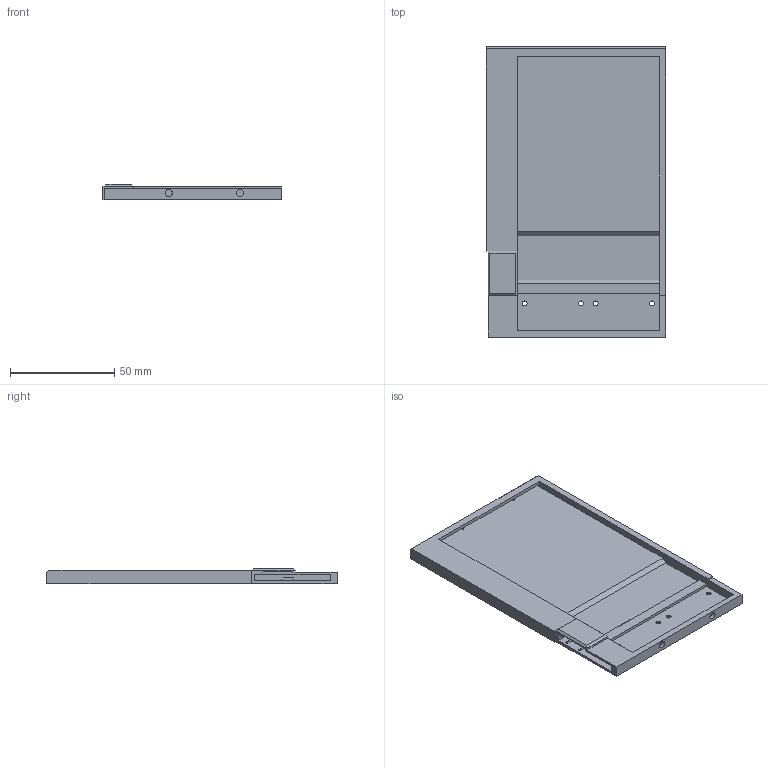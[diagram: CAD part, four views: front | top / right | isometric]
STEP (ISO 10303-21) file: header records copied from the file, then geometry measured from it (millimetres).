
FILE_DESCRIPTION(('FreeCAD Model'),'2;1');
FILE_NAME('Open CASCADE Shape Model','2024-07-16T00:24:44',('Author'),( ''),'Open CASCADE STEP processor 7.7','FreeCAD','Unknown');
FILE_SCHEMA(('AUTOMOTIVE_DESIGN { 1 0 10303 214 1 1 1 1 }'));
Length unit declared in the file: millimetre
Products named in the file (1): External Enclosure
Bounding box: 85.8 x 138.9 x 7.3 mm (x, y, z)
Volume: 39407 mm3; surface area: 29321.2 mm2
Topology: 1 solids, 1 shells, 81 faces, 202 edges, 130 vertices
Faces by surface type: plane 59, cylinder 14, cone 4, bspline 4
Full cylindrical faces by diameter (mm): 2.4 x4, 3.5 x2, 8.5 x4
Entity records: 2434 total; most frequent: CARTESIAN_POINT 458, ORIENTED_EDGE 404, DIRECTION 382, EDGE_CURVE 202, LINE 162, VECTOR 162, VERTEX_POINT 130, AXIS2_PLACEMENT_3D 110
